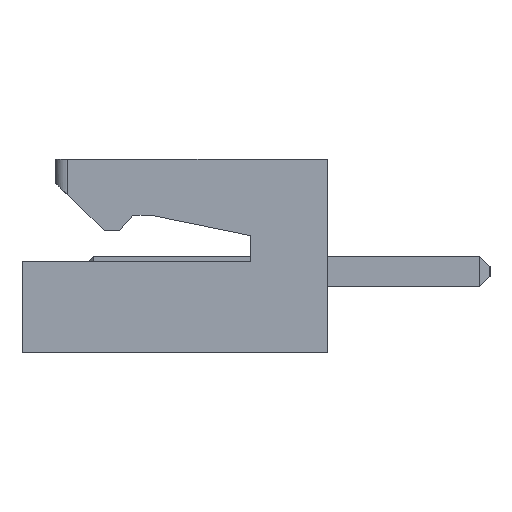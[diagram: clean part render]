
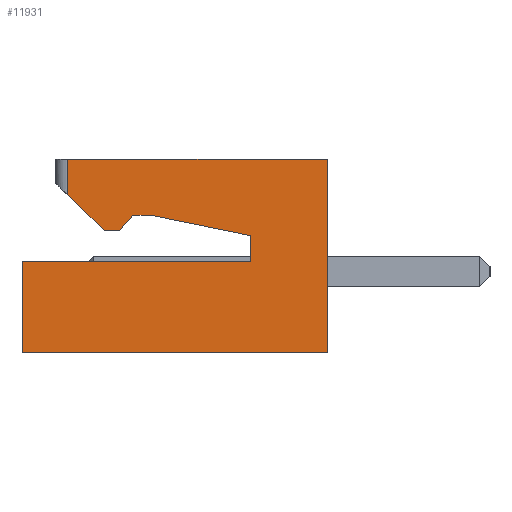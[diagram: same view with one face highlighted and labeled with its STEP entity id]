
A CAD part, left-side view. The second image highlights one B-rep face of the part: STEP entity #11931.
In plain terms, the highlighted planar face has unit normal (-1, 0, 0).
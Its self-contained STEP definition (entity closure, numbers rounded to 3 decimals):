
#288 = CARTESIAN_POINT ( 'NONE',  ( -2.5, 4.086, 0.8 ) ) ;
#291 = DIRECTION ( 'NONE',  ( 0., 0., 1. ) ) ;
#349 = CARTESIAN_POINT ( 'NONE',  ( -2.5, 0., -1.6 ) ) ;
#516 = LINE ( 'NONE', #2284, #7246 ) ;
#1249 = VECTOR ( 'NONE', #9426, 1000. ) ;
#1565 = DIRECTION ( 'NONE',  ( 1., 0., 0. ) ) ;
#1703 = VERTEX_POINT ( 'NONE', #288 ) ;
#1756 = CARTESIAN_POINT ( 'NONE',  ( -2.5, 4.386, 0.8 ) ) ;
#1779 = ORIENTED_EDGE ( 'NONE', *, *, #2857, .F. ) ;
#2183 = VECTOR ( 'NONE', #8015, 1000. ) ;
#2255 = DIRECTION ( 'NONE',  ( 0., -1., 0. ) ) ;
#2284 = CARTESIAN_POINT ( 'NONE',  ( -2.5, 5.1, 2.2 ) ) ;
#2332 = CARTESIAN_POINT ( 'NONE',  ( -2.5, 4.386, 0.8 ) ) ;
#2369 = DIRECTION ( 'NONE',  ( 0., 0., -1. ) ) ;
#2413 = EDGE_CURVE ( 'NONE', #9624, #9970, #11209, .T. ) ;
#2423 = DIRECTION ( 'NONE',  ( 0., 0., 1. ) ) ;
#2626 = VECTOR ( 'NONE', #11201, 1000. ) ;
#2765 = CARTESIAN_POINT ( 'NONE',  ( -2.5, 1.5, 0.7 ) ) ;
#2769 = VECTOR ( 'NONE', #2255, 1000. ) ;
#2857 = EDGE_CURVE ( 'NONE', #3115, #6755, #516, .T. ) ;
#2919 = CARTESIAN_POINT ( 'NONE',  ( -2.5, 1.5, 0.2 ) ) ;
#3115 = VERTEX_POINT ( 'NONE', #6217 ) ;
#3184 = ORIENTED_EDGE ( 'NONE', *, *, #8676, .F. ) ;
#3535 = FACE_OUTER_BOUND ( 'NONE', #7844, .T. ) ;
#3597 = VECTOR ( 'NONE', #8649, 1000. ) ;
#3733 = EDGE_CURVE ( 'NONE', #6441, #3115, #4817, .T. ) ;
#4059 = ORIENTED_EDGE ( 'NONE', *, *, #5332, .F. ) ;
#4170 = LINE ( 'NONE', #11887, #2769 ) ;
#4209 = VECTOR ( 'NONE', #9261, 1000. ) ;
#4471 = CARTESIAN_POINT ( 'NONE',  ( -2.5, 6., 2.2 ) ) ;
#4631 = VECTOR ( 'NONE', #2423, 1000. ) ;
#4672 = CARTESIAN_POINT ( 'NONE',  ( -2.5, 3.821, 1.1 ) ) ;
#4817 = LINE ( 'NONE', #9584, #7520 ) ;
#4858 = CARTESIAN_POINT ( 'NONE',  ( -2.5, 1.5, 0.7 ) ) ;
#5332 = EDGE_CURVE ( 'NONE', #11188, #6524, #4170, .T. ) ;
#5817 = EDGE_CURVE ( 'NONE', #8667, #8875, #11750, .T. ) ;
#6013 = ORIENTED_EDGE ( 'NONE', *, *, #5817, .T. ) ;
#6157 = LINE ( 'NONE', #11004, #4631 ) ;
#6217 = CARTESIAN_POINT ( 'NONE',  ( -2.5, 5.1, 1.5 ) ) ;
#6269 = DIRECTION ( 'NONE',  ( 0., 0., 1. ) ) ;
#6296 = LINE ( 'NONE', #11889, #4209 ) ;
#6319 = ORIENTED_EDGE ( 'NONE', *, *, #6734, .F. ) ;
#6430 = CARTESIAN_POINT ( 'NONE',  ( -2.5, 3.46, 1.1 ) ) ;
#6440 = VECTOR ( 'NONE', #8439, 1000. ) ;
#6441 = VERTEX_POINT ( 'NONE', #1756 ) ;
#6524 = VERTEX_POINT ( 'NONE', #2919 ) ;
#6544 = LINE ( 'NONE', #4471, #2626 ) ;
#6693 = DIRECTION ( 'NONE',  ( 0., 0.714, 0.7 ) ) ;
#6734 = EDGE_CURVE ( 'NONE', #6755, #8875, #6544, .T. ) ;
#6755 = VERTEX_POINT ( 'NONE', #8366 ) ;
#6809 = ORIENTED_EDGE ( 'NONE', *, *, #2413, .F. ) ;
#6828 = VERTEX_POINT ( 'NONE', #4858 ) ;
#7010 = LINE ( 'NONE', #2332, #2183 ) ;
#7107 = PLANE ( 'NONE',  #9949 ) ;
#7246 = VECTOR ( 'NONE', #6269, 1000. ) ;
#7272 = CARTESIAN_POINT ( 'NONE',  ( -2.5, 6., -1.6 ) ) ;
#7392 = EDGE_CURVE ( 'NONE', #6828, #9624, #12325, .T. ) ;
#7443 = VERTEX_POINT ( 'NONE', #10609 ) ;
#7520 = VECTOR ( 'NONE', #6693, 1000. ) ;
#7582 = VECTOR ( 'NONE', #291, 1000. ) ;
#7844 = EDGE_LOOP ( 'NONE', ( #6319, #1779, #8148, #10500, #8130, #6809, #11233, #3184, #4059, #11934, #9832, #6013 ) ) ;
#7939 = EDGE_CURVE ( 'NONE', #7443, #8667, #8350, .T. ) ;
#8015 = DIRECTION ( 'NONE',  ( 0., 1., 0. ) ) ;
#8130 = ORIENTED_EDGE ( 'NONE', *, *, #10908, .F. ) ;
#8148 = ORIENTED_EDGE ( 'NONE', *, *, #3733, .F. ) ;
#8350 = LINE ( 'NONE', #7272, #1249 ) ;
#8366 = CARTESIAN_POINT ( 'NONE',  ( -2.5, 5.1, 2.2 ) ) ;
#8439 = DIRECTION ( 'NONE',  ( 0., 1., 0. ) ) ;
#8517 = DIRECTION ( 'NONE',  ( 0., 0.661, -0.75 ) ) ;
#8649 = DIRECTION ( 'NONE',  ( 0., 0.98, 0.2 ) ) ;
#8667 = VERTEX_POINT ( 'NONE', #9080 ) ;
#8676 = EDGE_CURVE ( 'NONE', #6524, #6828, #6296, .T. ) ;
#8875 = VERTEX_POINT ( 'NONE', #9515 ) ;
#9080 = CARTESIAN_POINT ( 'NONE',  ( -2.5, 0., -1.6 ) ) ;
#9261 = DIRECTION ( 'NONE',  ( 0., 0., 1. ) ) ;
#9426 = DIRECTION ( 'NONE',  ( 0., -1., 0. ) ) ;
#9515 = CARTESIAN_POINT ( 'NONE',  ( -2.5, 0., 2.2 ) ) ;
#9584 = CARTESIAN_POINT ( 'NONE',  ( -2.5, 5.1, 1.5 ) ) ;
#9624 = VERTEX_POINT ( 'NONE', #6430 ) ;
#9832 = ORIENTED_EDGE ( 'NONE', *, *, #7939, .T. ) ;
#9883 = EDGE_CURVE ( 'NONE', #7443, #11188, #6157, .T. ) ;
#9949 = AXIS2_PLACEMENT_3D ( 'NONE', #12003, #1565, #2369 ) ;
#9970 = VERTEX_POINT ( 'NONE', #10271 ) ;
#10271 = CARTESIAN_POINT ( 'NONE',  ( -2.5, 3.821, 1.1 ) ) ;
#10500 = ORIENTED_EDGE ( 'NONE', *, *, #10815, .F. ) ;
#10543 = CARTESIAN_POINT ( 'NONE',  ( -2.5, 4.086, 0.8 ) ) ;
#10609 = CARTESIAN_POINT ( 'NONE',  ( -2.5, 6., -1.6 ) ) ;
#10815 = EDGE_CURVE ( 'NONE', #1703, #6441, #7010, .T. ) ;
#10908 = EDGE_CURVE ( 'NONE', #9970, #1703, #11469, .T. ) ;
#11004 = CARTESIAN_POINT ( 'NONE',  ( -2.5, 6., -1.6 ) ) ;
#11188 = VERTEX_POINT ( 'NONE', #11456 ) ;
#11201 = DIRECTION ( 'NONE',  ( 0., -1., 0. ) ) ;
#11209 = LINE ( 'NONE', #4672, #6440 ) ;
#11233 = ORIENTED_EDGE ( 'NONE', *, *, #7392, .F. ) ;
#11456 = CARTESIAN_POINT ( 'NONE',  ( -2.5, 6., 0.2 ) ) ;
#11469 = LINE ( 'NONE', #10543, #12339 ) ;
#11750 = LINE ( 'NONE', #349, #7582 ) ;
#11887 = CARTESIAN_POINT ( 'NONE',  ( -2.5, 6., 0.2 ) ) ;
#11889 = CARTESIAN_POINT ( 'NONE',  ( -2.5, 1.5, 0.2 ) ) ;
#11931 = ADVANCED_FACE ( 'NONE', ( #3535 ), #7107, .F. ) ;
#11934 = ORIENTED_EDGE ( 'NONE', *, *, #9883, .F. ) ;
#12003 = CARTESIAN_POINT ( 'NONE',  ( -2.5, 6., -1.6 ) ) ;
#12325 = LINE ( 'NONE', #2765, #3597 ) ;
#12339 = VECTOR ( 'NONE', #8517, 1000. ) ;
